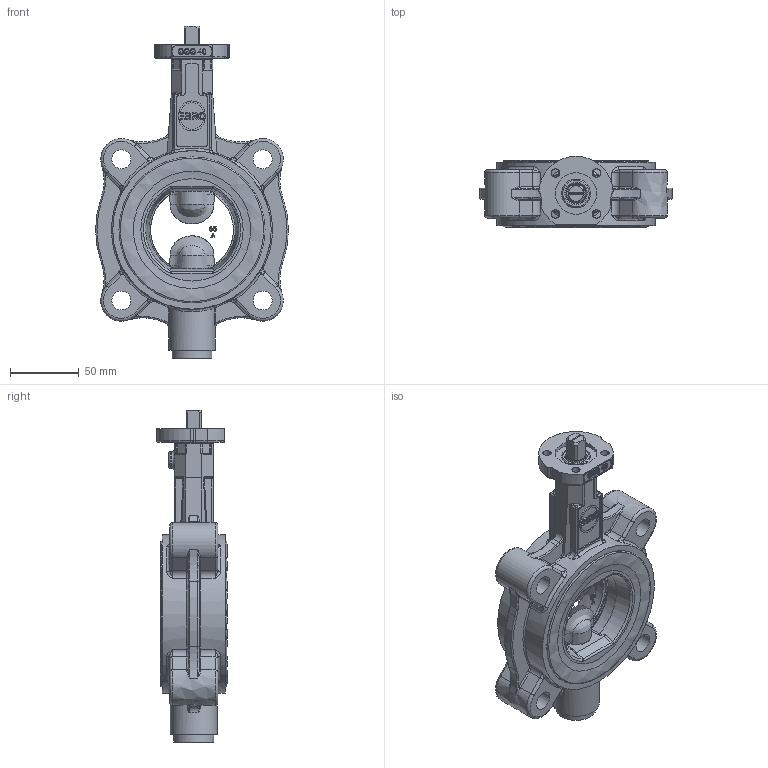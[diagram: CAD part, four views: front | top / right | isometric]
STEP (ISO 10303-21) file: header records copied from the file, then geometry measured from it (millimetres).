
FILE_DESCRIPTION((''),'2;1');
FILE_NAME('Z014-A-GG DN65.stp','2007-09-26T14:25:10',('hellwig'),(''),'Autodesk Inventor 11','Autodesk Inventor 11','');
FILE_SCHEMA(('AUTOMOTIVE_DESIGN { 1 0 10303 214 1 1 1 1 }'));
Length unit declared in the file: millimetre
Products named in the file (1): Bauteil169
Bounding box: 140 x 51.49 x 241 mm (x, y, z)
Volume: 566879.8 mm3; surface area: 125827.9 mm2
Topology: 4 solids, 15 shells, 1100 faces, 2789 edges, 1698 vertices
Faces by surface type: bspline 486, plane 265, cylinder 206, torus 88, cone 51, sphere 4
Full cylindrical faces by diameter (mm): 4 x1, 6 x1, 11 x1, 12.2 x3, 14 x8, 14.2 x1, 20.95 x3, 24 x1, 29 x1, 34 x1, 78.3 x2, 100 x1, 105.8 x1, 106 x1, 115 x2
Entity records: 66689 total; most frequent: CARTESIAN_POINT 43988, ORIENTED_EDGE 5112, DIRECTION 3865, EDGE_CURVE 2556, VERTEX_POINT 1640, AXIS2_PLACEMENT_3D 1512, EDGE_LOOP 1288, FACE_OUTER_BOUND 1097
